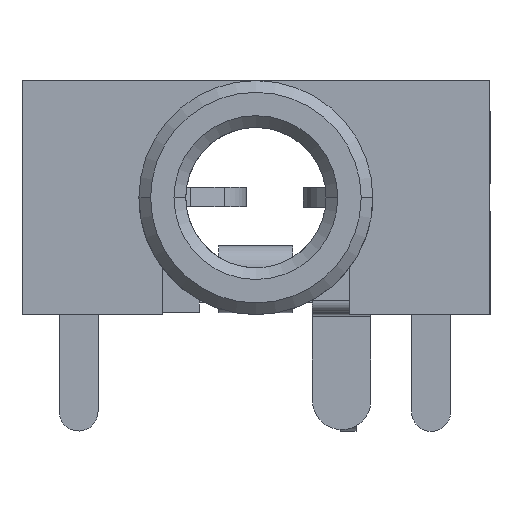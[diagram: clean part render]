
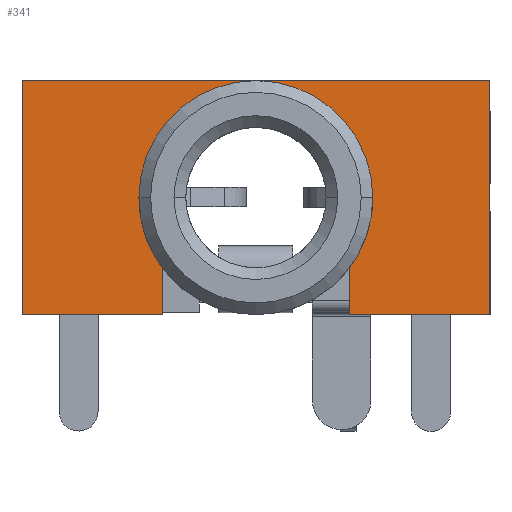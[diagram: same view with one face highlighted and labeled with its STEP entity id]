
A CAD part, left-side view. The second image highlights one B-rep face of the part: STEP entity #341.
In plain terms, the highlighted planar face has unit normal (-1, 0, 0).
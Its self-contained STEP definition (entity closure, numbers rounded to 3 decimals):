
#341=ADVANCED_FACE('',(#943),#944,.T.);
#943=FACE_OUTER_BOUND('',#1547,.T.);
#944=PLANE('',#1548);
#1547=EDGE_LOOP('',(#4208,#4209,#4210,#4211,#4212,#4213,#4214,#4215,#4216));
#1548=AXIS2_PLACEMENT_3D('',#4217,#4218,#4219);
#4208=ORIENTED_EDGE('',*,*,#5108,.T.);
#4209=ORIENTED_EDGE('',*,*,#5112,.F.);
#4210=ORIENTED_EDGE('',*,*,#5047,.T.);
#4211=ORIENTED_EDGE('',*,*,#5124,.T.);
#4212=ORIENTED_EDGE('',*,*,#5023,.F.);
#4213=ORIENTED_EDGE('',*,*,#5111,.F.);
#4214=ORIENTED_EDGE('',*,*,#5105,.T.);
#4215=ORIENTED_EDGE('',*,*,#5109,.T.);
#4216=ORIENTED_EDGE('',*,*,#4234,.T.);
#4217=CARTESIAN_POINT('',(-2.5,0.0,0.0));
#4218=DIRECTION('',(-1.0,0.0,0.0));
#4219=DIRECTION('',(0.0,0.0,1.0));
#4234=EDGE_CURVE('',#5126,#5130,#5132,.T.);
#5023=EDGE_CURVE('',#6448,#6450,#6451,.T.);
#5047=EDGE_CURVE('',#6486,#6484,#6487,.T.);
#5105=EDGE_CURVE('',#6578,#6576,#6579,.T.);
#5108=EDGE_CURVE('',#5130,#6581,#6583,.T.);
#5109=EDGE_CURVE('',#6576,#5126,#6584,.T.);
#5111=EDGE_CURVE('',#6578,#6448,#6586,.T.);
#5112=EDGE_CURVE('',#6486,#6581,#6587,.T.);
#5124=EDGE_CURVE('',#6484,#6450,#6603,.T.);
#5126=VERTEX_POINT('',#6605);
#5130=VERTEX_POINT('',#6610);
#5132=CIRCLE('',#6613,2.4);
#6448=VERTEX_POINT('',#8562);
#6450=VERTEX_POINT('',#8565);
#6451=LINE('',#8566,#8567);
#6484=VERTEX_POINT('',#8620);
#6486=VERTEX_POINT('',#8623);
#6487=LINE('',#8624,#8625);
#6576=VERTEX_POINT('',#8762);
#6578=VERTEX_POINT('',#8765);
#6579=LINE('',#8766,#8767);
#6581=VERTEX_POINT('',#8770);
#6583=LINE('',#8773,#8774);
#6584=CIRCLE('',#8775,2.4);
#6586=LINE('',#8778,#8779);
#6587=LINE('',#8780,#8781);
#6603=LINE('',#8808,#8809);
#6605=CARTESIAN_POINT('',(-2.5,0.,5.4));
#6610=CARTESIAN_POINT('',(-2.5,-2.4,3.0));
#6613=AXIS2_PLACEMENT_3D('',#8815,#8816,#8817);
#8562=CARTESIAN_POINT('',(-2.5,6.0,0.0));
#8565=CARTESIAN_POINT('',(-2.5,6.0,6.0));
#8566=CARTESIAN_POINT('',(-2.5,6.0,0.0));
#8567=VECTOR('',#9943,10.0);
#8620=CARTESIAN_POINT('',(-2.5,-6.0,6.0));
#8623=CARTESIAN_POINT('',(-2.5,-6.0,0.0));
#8624=CARTESIAN_POINT('',(-2.5,-6.0,0.0));
#8625=VECTOR('',#9971,10.0);
#8762=CARTESIAN_POINT('',(-2.5,2.4,3.0));
#8765=CARTESIAN_POINT('',(-2.5,2.4,0.0));
#8766=CARTESIAN_POINT('',(-2.5,2.4,0.75));
#8767=VECTOR('',#10045,10.0);
#8770=CARTESIAN_POINT('',(-2.5,-2.4,0.));
#8773=CARTESIAN_POINT('',(-2.5,-2.4,0.75));
#8774=VECTOR('',#10048,10.0);
#8775=AXIS2_PLACEMENT_3D('',#10049,#10050,#10051);
#8778=CARTESIAN_POINT('',(-2.5,-6.0,0.0));
#8779=VECTOR('',#10053,10.0);
#8780=CARTESIAN_POINT('',(-2.5,-6.0,0.0));
#8781=VECTOR('',#10054,10.0);
#8808=CARTESIAN_POINT('',(-2.5,-6.0,6.0));
#8809=VECTOR('',#10066,10.0);
#8815=CARTESIAN_POINT('',(-2.5,0.0,3.0));
#8816=DIRECTION('',(1.0,0.0,-0.0));
#8817=DIRECTION('',(0.0,0.0,1.0));
#9943=DIRECTION('',(0.0,0.0,1.0));
#9971=DIRECTION('',(0.0,0.0,1.0));
#10045=DIRECTION('',(0.0,0.,1.0));
#10048=DIRECTION('',(0.0,0.,-1.0));
#10049=CARTESIAN_POINT('',(-2.5,0.0,3.0));
#10050=DIRECTION('',(1.0,0.0,-0.0));
#10051=DIRECTION('',(0.0,0.0,1.0));
#10053=DIRECTION('',(0.0,1.0,0.0));
#10054=DIRECTION('',(0.0,1.0,0.0));
#10066=DIRECTION('',(0.0,1.0,0.0));
